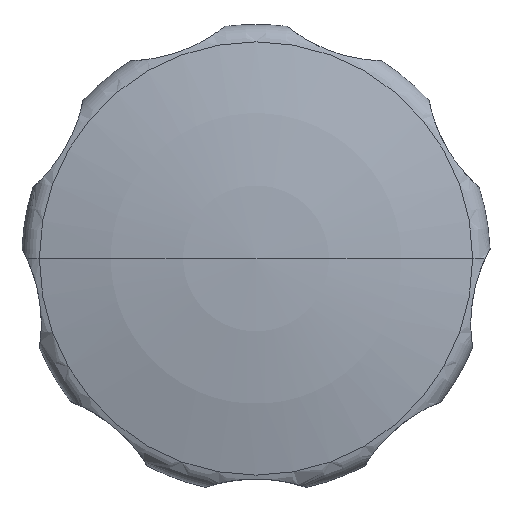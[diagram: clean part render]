
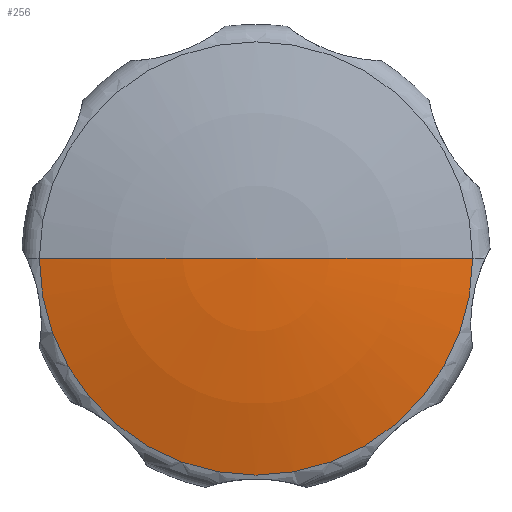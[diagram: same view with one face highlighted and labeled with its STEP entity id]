
A CAD part, top view. The second image highlights one B-rep face of the part: STEP entity #256.
In plain terms, the highlighted spherical face has radius 55.383 mm.
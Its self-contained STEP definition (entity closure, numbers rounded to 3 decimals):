
#256=ADVANCED_FACE('',(#660),#661,.T.);
#348=EDGE_CURVE('',#526,#492,#768,.T.);
#394=EDGE_CURVE('',#408,#492,#818,.T.);
#408=VERTEX_POINT('',#832);
#492=VERTEX_POINT('',#923);
#526=VERTEX_POINT('',#960);
#584=EDGE_CURVE('',#408,#526,#1021,.T.);
#660=FACE_OUTER_BOUND('',#1154,.T.);
#661=SPHERICAL_SURFACE('',#1155,55.383);
#768=CIRCLE('',#1407,55.383);
#818=CIRCLE('',#1555,13.876);
#832=CARTESIAN_POINT('',(-13.876,0.,27.234));
#923=CARTESIAN_POINT('',(13.876,0.,27.234));
#960=CARTESIAN_POINT('',(0.,0.,29.0));
#1021=CIRCLE('',#2157,55.383);
#1154=EDGE_LOOP('',(#2236,#2237,#2238));
#1155=AXIS2_PLACEMENT_3D('',#2239,#2240,#2241);
#1407=AXIS2_PLACEMENT_3D('',#2394,#2395,#2396);
#1555=AXIS2_PLACEMENT_3D('',#2458,#2459,#2460);
#2157=AXIS2_PLACEMENT_3D('',#2649,#2650,#2651);
#2236=ORIENTED_EDGE('',*,*,#584,.F.);
#2237=ORIENTED_EDGE('',*,*,#394,.T.);
#2238=ORIENTED_EDGE('',*,*,#348,.F.);
#2239=CARTESIAN_POINT('',(0.,0.,-26.383));
#2240=DIRECTION('',(0.,0.,1.0));
#2241=DIRECTION('',(-1.0,0.,0.0));
#2394=CARTESIAN_POINT('',(0.,0.,-26.383));
#2395=DIRECTION('',(0.,1.0,0.));
#2396=DIRECTION('',(0.0,0.,-1.0));
#2458=CARTESIAN_POINT('',(0.,0.,27.234));
#2459=DIRECTION('',(0.,0.,1.0));
#2460=DIRECTION('',(-1.0,0.,0.));
#2649=CARTESIAN_POINT('',(0.,0.,-26.383));
#2650=DIRECTION('',(0.,1.0,0.));
#2651=DIRECTION('',(0.0,0.,-1.0));
